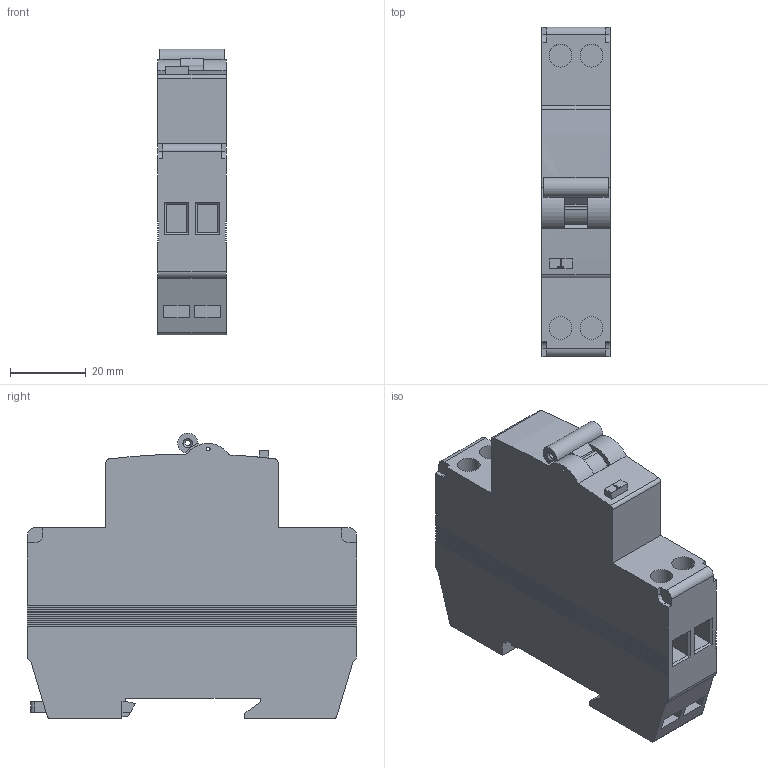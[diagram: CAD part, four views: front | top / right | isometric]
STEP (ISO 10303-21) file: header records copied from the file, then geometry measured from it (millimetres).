
FILE_DESCRIPTION (( 'STEP AP214' ), '1' );
FILE_NAME ('01.02.03.03 ﾀﾂﾄﾒ 32ﾌ.STEP', '2017-03-21T06:25:35', ( '' ), ( '' ), 'SwSTEP 2.0', 'SolidWorks 2014', '' );
FILE_SCHEMA (( 'AUTOMOTIVE_DESIGN' ));
Length unit declared in the file: millimetre
Products named in the file (1): 01.02.03.03 ﾀﾂﾄﾒ 32ﾌ
Bounding box: 18 x 87 x 75.5 mm (x, y, z)
Volume: 87110.5 mm3; surface area: 18791.7 mm2
Topology: 1 solids, 1 shells, 219 faces, 587 edges, 382 vertices
Faces by surface type: plane 178, cylinder 31, bspline 8, cone 2
Full cylindrical faces by diameter (mm): 1 x1, 1.5 x1, 6 x4
Entity records: 9388 total; most frequent: CARTESIAN_POINT 1485, ORIENTED_EDGE 1158, DIRECTION 1055, EDGE_CURVE 579, VECTOR 487, LINE 487, VERTEX_POINT 382, AXIS2_PLACEMENT_3D 284
